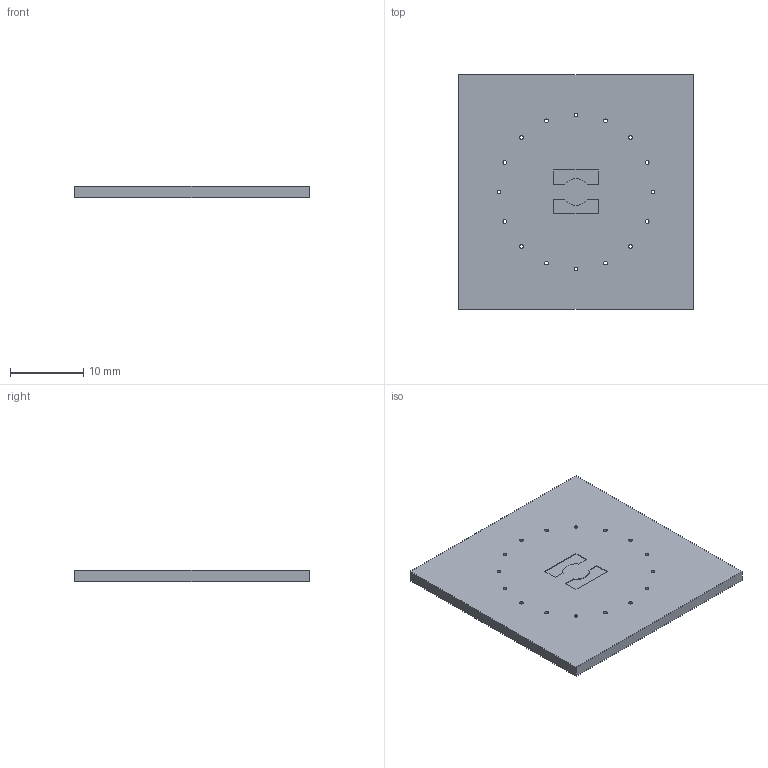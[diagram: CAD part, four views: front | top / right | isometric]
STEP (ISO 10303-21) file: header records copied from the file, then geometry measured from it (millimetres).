
FILE_DESCRIPTION (( 'STEP AP214' ), '1' );
FILE_NAME ('Cible.STEP', '2023-04-21T22:08:43', ( '' ), ( '' ), 'SwSTEP 2.0', 'SolidWorks 2020', '' );
FILE_SCHEMA (( 'AUTOMOTIVE_DESIGN' ));
Length unit declared in the file: millimetre
Products named in the file (1): Cible
Bounding box: 32 x 32 x 1.5 mm (x, y, z)
Volume: 1432.8 mm3; surface area: 2297.2 mm2
Topology: 1 solids, 1 shells, 63 faces, 168 edges, 112 vertices
Faces by surface type: cylinder 38, plane 25
Entity records: 2327 total; most frequent: DIRECTION 372, CARTESIAN_POINT 344, ORIENTED_EDGE 336, EDGE_CURVE 168, AXIS2_PLACEMENT_3D 140, VERTEX_POINT 112, EDGE_LOOP 100, LINE 92
